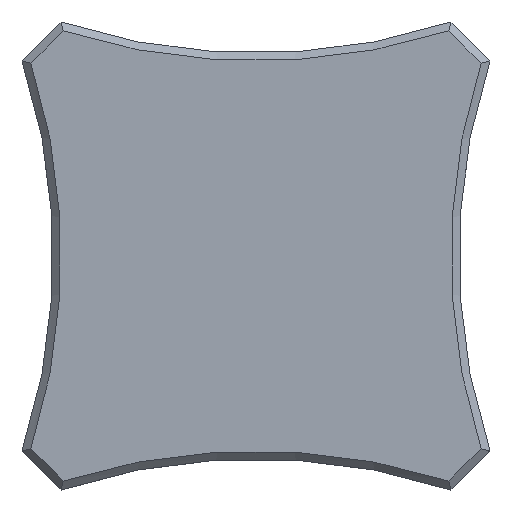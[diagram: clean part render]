
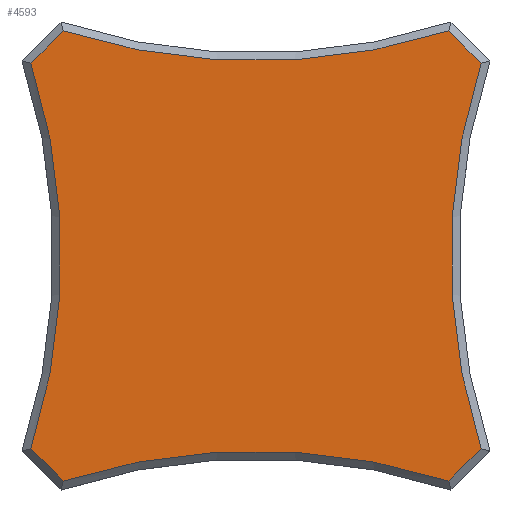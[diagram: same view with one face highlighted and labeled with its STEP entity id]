
A CAD part, top view. The second image highlights one B-rep face of the part: STEP entity #4593.
In plain terms, the highlighted planar face has unit normal (0, 0, 1).
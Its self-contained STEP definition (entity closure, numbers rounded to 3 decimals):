
#4174 = VERTEX_POINT('',#4175);
#4175 = CARTESIAN_POINT('',(28.86,24.726,6.));
#4184 = VERTEX_POINT('',#4185);
#4185 = CARTESIAN_POINT('',(24.726,28.86,6.));
#4192 = EDGE_CURVE('',#4174,#4184,#4193,.T.);
#4193 = LINE('',#4194,#4195);
#4194 = CARTESIAN_POINT('',(29.293,24.293,6.));
#4195 = VECTOR('',#4196,1.);
#4196 = DIRECTION('',(-0.707,0.707,0.));
#4209 = VERTEX_POINT('',#4210);
#4210 = CARTESIAN_POINT('',(-24.726,28.86,6.));
#4217 = EDGE_CURVE('',#4184,#4209,#4218,.T.);
#4218 = CIRCLE('',#4219,81.125);
#4219 = AXIS2_PLACEMENT_3D('',#4220,#4221,#4222);
#4220 = CARTESIAN_POINT('',(0.,106.125,6.));
#4221 = DIRECTION('',(0.,0.,-1.));
#4222 = DIRECTION('',(0.312,-0.95,0.)
  );
#4233 = VERTEX_POINT('',#4234);
#4234 = CARTESIAN_POINT('',(28.86,-24.726,6.));
#4243 = EDGE_CURVE('',#4233,#4174,#4244,.T.);
#4244 = CIRCLE('',#4245,81.125);
#4245 = AXIS2_PLACEMENT_3D('',#4246,#4247,#4248);
#4246 = CARTESIAN_POINT('',(106.125,0.,6.));
#4247 = DIRECTION('',(0.,0.,-1.));
#4248 = DIRECTION('',(-0.95,-0.312,0.
    ));
#4261 = VERTEX_POINT('',#4262);
#4262 = CARTESIAN_POINT('',(-28.86,24.726,6.));
#4269 = EDGE_CURVE('',#4209,#4261,#4270,.T.);
#4270 = LINE('',#4271,#4272);
#4271 = CARTESIAN_POINT('',(-24.293,29.293,6.));
#4272 = VECTOR('',#4273,1.);
#4273 = DIRECTION('',(-0.707,-0.707,0.));
#4286 = VERTEX_POINT('',#4287);
#4287 = CARTESIAN_POINT('',(24.726,-28.86,6.));
#4294 = EDGE_CURVE('',#4233,#4286,#4295,.T.);
#4295 = LINE('',#4296,#4297);
#4296 = CARTESIAN_POINT('',(29.293,-24.293,6.));
#4297 = VECTOR('',#4298,1.);
#4298 = DIRECTION('',(-0.707,-0.707,0.));
#4311 = VERTEX_POINT('',#4312);
#4312 = CARTESIAN_POINT('',(-28.86,-24.726,6.));
#4319 = EDGE_CURVE('',#4261,#4311,#4320,.T.);
#4320 = CIRCLE('',#4321,81.125);
#4321 = AXIS2_PLACEMENT_3D('',#4322,#4323,#4324);
#4322 = CARTESIAN_POINT('',(-106.125,0.,6.));
#4323 = DIRECTION('',(0.,0.,-1.));
#4324 = DIRECTION('',(0.95,0.312,0.));
#4335 = VERTEX_POINT('',#4336);
#4336 = CARTESIAN_POINT('',(-24.726,-28.86,6.));
#4345 = EDGE_CURVE('',#4335,#4286,#4346,.T.);
#4346 = CIRCLE('',#4347,81.125);
#4347 = AXIS2_PLACEMENT_3D('',#4348,#4349,#4350);
#4348 = CARTESIAN_POINT('',(0.,-106.125,6.));
#4349 = DIRECTION('',(0.,0.,-1.));
#4350 = DIRECTION('',(-0.312,0.95,0.)
  );
#4363 = EDGE_CURVE('',#4335,#4311,#4364,.T.);
#4364 = LINE('',#4365,#4366);
#4365 = CARTESIAN_POINT('',(-24.293,-29.293,6.));
#4366 = VECTOR('',#4367,1.);
#4367 = DIRECTION('',(-0.707,0.707,0.));
#4593 = ADVANCED_FACE('',(#4594),#4604,.T.);
#4594 = FACE_BOUND('',#4595,.T.);
#4595 = EDGE_LOOP('',(#4596,#4597,#4598,#4599,#4600,#4601,#4602,#4603));
#4596 = ORIENTED_EDGE('',*,*,#4363,.F.);
#4597 = ORIENTED_EDGE('',*,*,#4345,.T.);
#4598 = ORIENTED_EDGE('',*,*,#4294,.F.);
#4599 = ORIENTED_EDGE('',*,*,#4243,.T.);
#4600 = ORIENTED_EDGE('',*,*,#4192,.T.);
#4601 = ORIENTED_EDGE('',*,*,#4217,.T.);
#4602 = ORIENTED_EDGE('',*,*,#4269,.T.);
#4603 = ORIENTED_EDGE('',*,*,#4319,.T.);
#4604 = PLANE('',#4605);
#4605 = AXIS2_PLACEMENT_3D('',#4606,#4607,#4608);
#4606 = CARTESIAN_POINT('',(-30.,-30.,6.));
#4607 = DIRECTION('',(0.,0.,1.));
#4608 = DIRECTION('',(0.,1.,0.));
